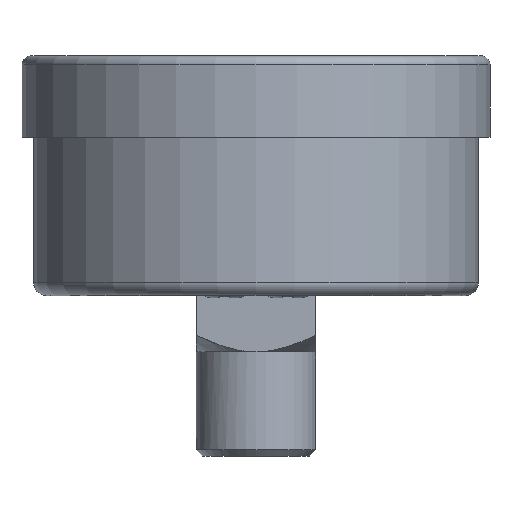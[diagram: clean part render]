
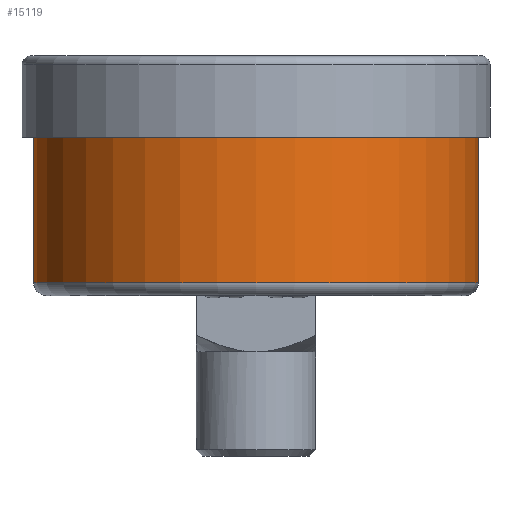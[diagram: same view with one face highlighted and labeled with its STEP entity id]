
A CAD part, front view. The second image highlights one B-rep face of the part: STEP entity #15119.
In plain terms, the highlighted cylindrical face has radius 26.035 mm (diameter 52.07 mm), a full revolution.
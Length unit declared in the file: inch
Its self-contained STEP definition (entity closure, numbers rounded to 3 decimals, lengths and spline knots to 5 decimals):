
#311 = AXIS2_PLACEMENT_3D ( 'NONE', #7989, #3089, #3010 ) ;
#668 = DIRECTION ( 'NONE',  ( 1., 0., 0. ) ) ;
#959 = VERTEX_POINT ( 'NONE', #8033 ) ;
#972 = DIRECTION ( 'NONE',  ( 0., 0., 1. ) ) ;
#1135 = ORIENTED_EDGE ( 'NONE', *, *, #6319, .T. ) ;
#2692 = AXIS2_PLACEMENT_3D ( 'NONE', #8507, #972, #13324 ) ;
#3010 = DIRECTION ( 'NONE',  ( 1., 0., 0. ) ) ;
#3089 = DIRECTION ( 'NONE',  ( 0., 0., -1. ) ) ;
#3503 = EDGE_LOOP ( 'NONE', ( #13790 ) ) ;
#4110 = DIRECTION ( 'NONE',  ( 0., 0., 1. ) ) ;
#4221 = AXIS2_PLACEMENT_3D ( 'NONE', #6532, #4110, #668 ) ;
#6319 = EDGE_CURVE ( 'NONE', #11900, #11900, #10565, .T. ) ;
#6532 = CARTESIAN_POINT ( 'NONE',  ( 0., 0., -1.045 ) ) ;
#7157 = CYLINDRICAL_SURFACE ( 'NONE', #2692, 1.025 ) ;
#7989 = CARTESIAN_POINT ( 'NONE',  ( 0., 0., -0.375 ) ) ;
#8033 = CARTESIAN_POINT ( 'NONE',  ( 1.025, 0., -1.045 ) ) ;
#8431 = FACE_OUTER_BOUND ( 'NONE', #3503, .T. ) ;
#8507 = CARTESIAN_POINT ( 'NONE',  ( 0., 0., -1.105 ) ) ;
#8780 = EDGE_LOOP ( 'NONE', ( #1135 ) ) ;
#9346 = CIRCLE ( 'NONE', #4221, 1.025 ) ;
#9486 = FACE_OUTER_BOUND ( 'NONE', #8780, .T. ) ;
#10565 = CIRCLE ( 'NONE', #311, 1.025 ) ;
#11900 = VERTEX_POINT ( 'NONE', #14428 ) ;
#13324 = DIRECTION ( 'NONE',  ( 1., 0., 0. ) ) ;
#13790 = ORIENTED_EDGE ( 'NONE', *, *, #15483, .T. ) ;
#14428 = CARTESIAN_POINT ( 'NONE',  ( 1.025, 0., -0.375 ) ) ;
#15119 = ADVANCED_FACE ( 'NONE', ( #8431, #9486 ), #7157, .T. ) ;
#15483 = EDGE_CURVE ( 'NONE', #959, #959, #9346, .T. ) ;
